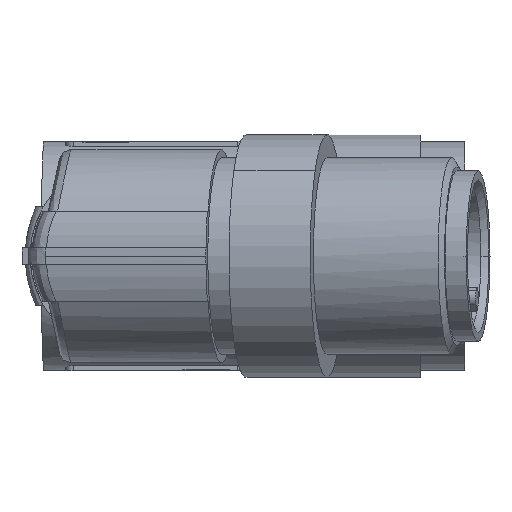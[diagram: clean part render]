
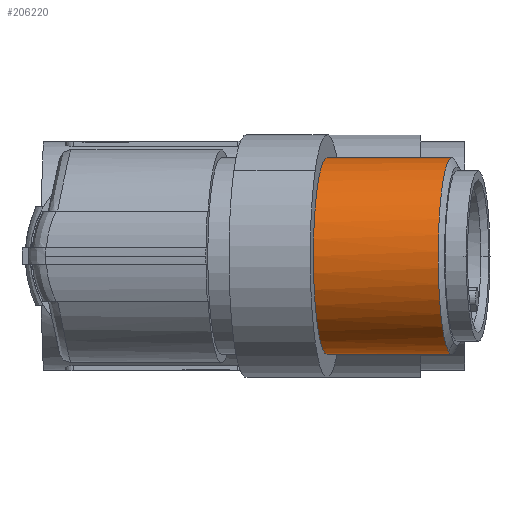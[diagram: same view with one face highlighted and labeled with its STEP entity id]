
A CAD part, left-side view. The second image highlights one B-rep face of the part: STEP entity #206220.
In plain terms, the highlighted cylindrical face has radius 6 mm (diameter 12 mm), a partial arc.
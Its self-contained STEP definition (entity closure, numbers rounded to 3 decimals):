
#205580=CARTESIAN_POINT('',(20.483,-175.334,
12.632));
#205590=DIRECTION('',(0.,-0.139,
-0.99));
#205600=DIRECTION('',(-1.,0.,
0.));
#205610=AXIS2_PLACEMENT_3D('',#205580,#205590,#205600);
#205620=CIRCLE('',#205610,6.);
#205630=CARTESIAN_POINT('',(14.483,-175.334,
12.632));
#205640=VERTEX_POINT('',#205630);
#205650=CARTESIAN_POINT('',(26.483,-175.334,
12.632));
#205660=VERTEX_POINT('',#205650);
#205690=EDGE_CURVE('',#205660,#205640,#205620,.T.);
#205870=CARTESIAN_POINT('',(20.483,-176.447,
4.71));
#205880=DIRECTION('',(0.,-0.139,
-0.99));
#205890=DIRECTION('',(-1.,0.,
0.));
#205900=AXIS2_PLACEMENT_3D('',#205870,#205880,#205890);
#205910=CYLINDRICAL_SURFACE('',#205900,6.);
#205920=CARTESIAN_POINT('',(26.483,-176.447,
4.71));
#205930=DIRECTION('',(0.,-0.139,
-0.99));
#205940=VECTOR('',#205930,1.);
#205950=LINE('',#205920,#205940);
#205960=CARTESIAN_POINT('',(26.483,-176.403,
5.025));
#205970=VERTEX_POINT('',#205960);
#205980=EDGE_CURVE('',#205660,#205970,#205950,.T.);
#205990=ORIENTED_EDGE('',*,*,#205980,.F.);
#206000=CARTESIAN_POINT('',(20.483,-176.403,
5.025));
#206010=DIRECTION('',(0.,0.139,
0.99));
#206020=DIRECTION('',(0.966,0.256,
-0.036));
#206030=AXIS2_PLACEMENT_3D('',#206000,#206010,#206020);
#206040=CIRCLE('',#206030,6.);
#206050=CARTESIAN_POINT('',(14.687,-177.941,
5.241));
#206060=VERTEX_POINT('',#206050);
#206070=EDGE_CURVE('',#206060,#205970,#206040,.T.);
#206080=ORIENTED_EDGE('',*,*,#206070,.T.);
#206090=CARTESIAN_POINT('',(14.483,-176.403,
5.025));
#206100=VERTEX_POINT('',#206090);
#206110=EDGE_CURVE('',#206100,#206060,#206040,.T.);
#206120=ORIENTED_EDGE('',*,*,#206110,.T.);
#206130=CARTESIAN_POINT('',(14.483,-176.447,
4.71));
#206140=DIRECTION('',(0.,-0.139,
-0.99));
#206150=VECTOR('',#206140,1.);
#206160=LINE('',#206130,#206150);
#206170=EDGE_CURVE('',#205640,#206100,#206160,.T.);
#206180=ORIENTED_EDGE('',*,*,#206170,.T.);
#206190=ORIENTED_EDGE('',*,*,#205690,.T.);
#206200=EDGE_LOOP('',(#206190,#206180,#206120,#206080,#205990));
#206210=FACE_OUTER_BOUND('',#206200,.T.);
#206220=ADVANCED_FACE('',(#206210),#205910,.T.);
